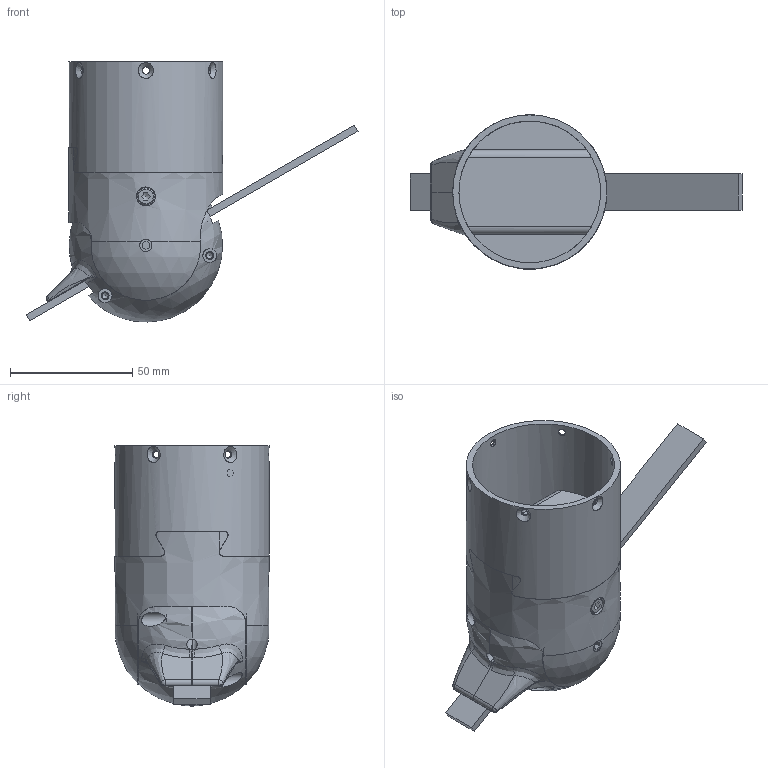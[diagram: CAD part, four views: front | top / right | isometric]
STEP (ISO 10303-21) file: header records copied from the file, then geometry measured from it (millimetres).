
FILE_DESCRIPTION(/* description */ (''),/* implementation_level */ '2;1');
FILE_NAME(/* name */ 'Aux_Garra.stp',/* time_stamp */ '2018-09-27T08:37:45+01:00',/* author */ (''),/* organization */ (''),/* preprocessor_version */ 'ST-DEVELOPER v16.7',/* originating_system */ 'SIEMENS PLM Software NX 12.0',/* authorisation */ '');
FILE_SCHEMA (('AUTOMOTIVE_DESIGN { 1 0 10303 214 3 1 1 1 }'));
Length unit declared in the file: millimetre
Products named in the file (1): paul6A1CBB1Epe7i
Bounding box: 135.73 x 63 x 106.35 mm (x, y, z)
Volume: 184972.9 mm3; surface area: 89370.7 mm2
Topology: 20 solids, 20 shells, 681 faces, 1740 edges, 1117 vertices
Faces by surface type: plane 333, cylinder 203, cone 86, bspline 31, torus 15, sphere 13
Full cylindrical faces by diameter (mm): 2.5 x6, 3 x13, 3.25 x8, 4 x8, 4.25 x4, 5 x5, 5.5 x6, 5.75 x6, 6 x1, 6.75 x1, 7 x4, 7.75 x2, 58 x1, 63 x1
Entity records: 23807 total; most frequent: CARTESIAN_POINT 7853, DIRECTION 3109, ORIENTED_EDGE 3014, EDGE_CURVE 1507, AXIS2_PLACEMENT_3D 1141, VERTEX_POINT 1033, EDGE_LOOP 871, LINE 827
